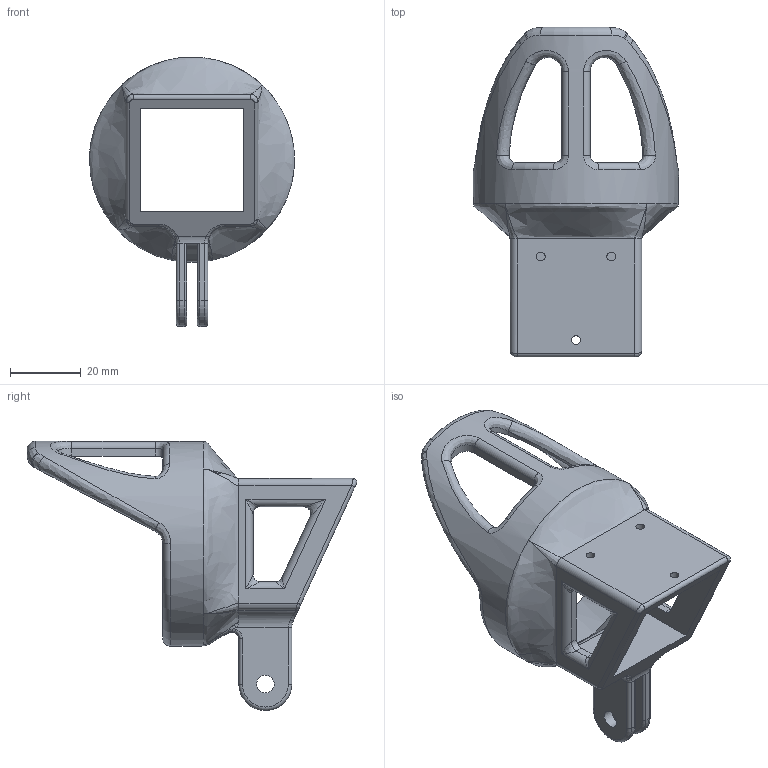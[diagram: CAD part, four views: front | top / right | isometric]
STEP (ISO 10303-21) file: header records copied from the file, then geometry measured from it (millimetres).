
FILE_DESCRIPTION(/* description */ (''),/* implementation_level */ '2;1');
FILE_NAME(/* name */ 'camera mount.stp',/* time_stamp */ '2016-09-10T21:49:04-04:00',/* author */ ('Haden'),/* organization */ (''),/* preprocessor_version */ 'ST-DEVELOPER v16.1',/* originating_system */ 'Autodesk Inventor 2016',/* authorisation */ '');
FILE_SCHEMA (('AUTOMOTIVE_DESIGN { 1 0 10303 214 3 1 1 }'));
Length unit declared in the file: millimetre
Products named in the file (1): camera mount
Bounding box: 58.15 x 93.47 x 76.33 mm (x, y, z)
Volume: 33036 mm3; surface area: 19797.9 mm2
Topology: 1 solids, 1 shells, 172 faces, 434 edges, 245 vertices
Faces by surface type: bspline 70, cylinder 59, plane 35, torus 8
Full cylindrical faces by diameter (mm): 2.5 x3, 5 x2, 50.15 x1, 58.15 x1
Entity records: 14149 total; most frequent: CARTESIAN_POINT 10473, ORIENTED_EDGE 808, DIRECTION 658, EDGE_CURVE 404, AXIS2_PLACEMENT_3D 264, VERTEX_POINT 240, EDGE_LOOP 198, FACE_OUTER_BOUND 172
